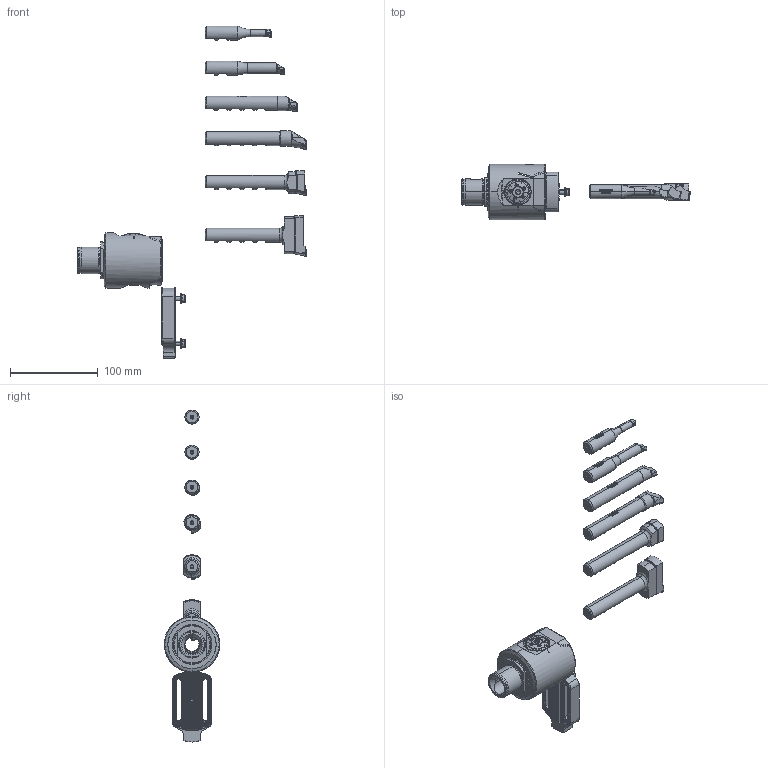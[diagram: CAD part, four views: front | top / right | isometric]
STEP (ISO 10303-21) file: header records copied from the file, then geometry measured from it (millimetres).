
FILE_DESCRIPTION (( 'STEP AP203' ), '1' );
FILE_NAME ('SE1-MB5.001.164.STEP', '2018-06-27T11:51:07', ( 'SWIAdmin' ), ( 'Hewlett-Packard Company' ), 'SwSTEP 2.0', 'SolidWorks 2017', '' );
FILE_SCHEMA (( 'CONFIG_CONTROL_DESIGN' ));
Length unit declared in the file: millimetre
Products named in the file (41): B25-WCA.K11.115; BV2-WCA.K11.014; B15-WCA.K11.090; MB5-MH1.K00.065_A; ISO 4762 - M6 x 16; SE1-MB5.001.164; U16-BV2.K01.101; U16-BV1.K01.103_A; A55-BG2.012.006_B; ISO 4026 - M8 x 6; MH1-BG1.001.049; MH1-BV2.K01.015_B; BV1-WCA.K11.012_B; A55-BG2.013.005_C; B10-WCA.K11.075_C_mit beschriftung; DIN 3771 - 25x1.5; KVT_MB_600_040; BN 1392 - M5 x 16; A55-BG2.011.016_D; CCMT060204; ISO 4026 - M4 x 5; MH1-BV2.K01.015; U16-BV1.K01.103; A55-BG2.014.007_A; WCA-ER2.001.005_A; MH1-BG1.004.049; B20-WCA.K11.105_B_mit beschriftung; U16-BV2.K01.101_B; A55-BG2.015.007_A; B10-WCA.K11.075; MH1-BG2.001.056_D; B20-WCA.K11.105; BV2-WCA.K11.014_B; MH1-BG1.001.049_B; B15-WCA.K11.090_A_mit beschriftung; MH1-BG3.001.042_D; B25-WCA.K11.115_A_mit beschriftung; KVT_MB_600_030; A55-BG1.012.007_B; WCA-ER2.001.006_A ...
Assembly tree (53 placements, depth 4):
  SE1-MB5.001.164
    MB5-MH1.K00.065_A
    MH1-BG1.004.049
      A55-BG2.012.006_B
      A55-BG2.013.005_C
      A55-BG2.015.007_A
        A55-BG2.011.016_D
        A55-BG2.014.007_A
      MH1-BG1.001.049
        MH1-BG1.001.049_B
        A55-BG1.012.007_B
      DIN 3771 - 25x1.5
      ISO 4026 - M4 x 5
    MH1-BG2.001.056_D
    MH1-BG3.001.042_D
    ISO 4026 - M10 x 20  x2
    ISO 4762 - M6 x 16
    ISO 4026 - M8 x 6
    B10-WCA.K11.075
      B10-WCA.K11.075_C_mit beschriftung
      CCMT060204
      WCA-ER2.001.005_A
    B15-WCA.K11.090
      B15-WCA.K11.090_A_mit beschriftung
      CCMT060204
      WCA-ER2.001.006_A
    U16-BV1.K01.103
      U16-BV1.K01.103_A
      BV1-WCA.K11.012_B
      BN 1392 - M5 x 16
      CCMT060204
      WCA-ER2.001.006_A
    U16-BV2.K01.101
      U16-BV2.K01.101_B
      BV2-WCA.K11.014
        BV2-WCA.K11.014_B
        CCMT060204
        WCA-ER2.001.006_A
        KVT_MB_600_030
      BN 1392 - M5 x 16
    MH1-BV2.K01.015
      MH1-BV2.K01.015_B
      BN 1392 - M5 x 16  x2
      KVT_MB_600_040
    B20-WCA.K11.105
      B20-WCA.K11.105_B_mit beschriftung
      CCMT060204
      WCA-ER2.001.006_A
    B25-WCA.K11.115
      B25-WCA.K11.115_A_mit beschriftung
      CCMT060204
      WCA-ER2.001.006_A
Bounding box: 260 x 63 x 377.55 mm (x, y, z)
Volume: 338166.5 mm3; surface area: 125715.2 mm2
Topology: 46 solids, 46 shells, 3510 faces, 10444 edges, 7138 vertices
Faces by surface type: plane 1603, cylinder 864, cone 550, bspline 330, torus 147, sphere 16
Entity records: 139874 total; most frequent: CARTESIAN_POINT 58606, ORIENTED_EDGE 18536, DIRECTION 12880, EDGE_CURVE 9268, VERTEX_POINT 6473, AXIS2_PLACEMENT_3D 4587, LINE 3706, VECTOR 3706
